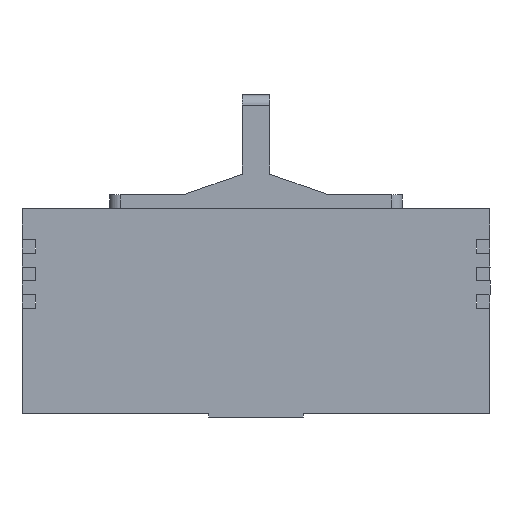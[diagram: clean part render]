
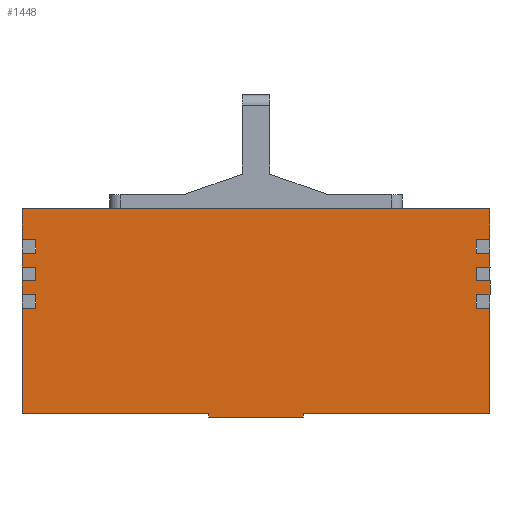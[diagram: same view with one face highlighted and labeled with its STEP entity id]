
A CAD part, front view. The second image highlights one B-rep face of the part: STEP entity #1448.
In plain terms, the highlighted planar face has unit normal (0, -1, 0).
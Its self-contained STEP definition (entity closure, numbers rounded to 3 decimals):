
#841=PLANE('',#13244);
#1448=ADVANCED_FACE('',(#2146),#841,.F.);
#2146=FACE_OUTER_BOUND('',#2817,.T.);
#2817=EDGE_LOOP('',(#8257,#8258,#8259,#8260,#8261,#8262,#8263,#8264,#8265,
#8266,#8267,#8268,#8269,#8270,#8271,#8272,#8273,#8274,#8275,#8276,#8277,
#8278,#8279,#8280,#8281,#8282,#8283,#8284,#8285,#8286,#8287,#8288));
#3797=LINE('',#22797,#5155);
#3805=LINE('',#22812,#5163);
#3845=LINE('',#22888,#5203);
#3849=LINE('',#22896,#5207);
#3853=LINE('',#22904,#5211);
#3857=LINE('',#22912,#5215);
#3890=LINE('',#22977,#5248);
#3895=LINE('',#22987,#5253);
#3898=LINE('',#22992,#5256);
#3907=LINE('',#23009,#5265);
#3912=LINE('',#23018,#5270);
#3914=LINE('',#23021,#5272);
#3915=LINE('',#23023,#5273);
#3917=LINE('',#23026,#5275);
#3929=LINE('',#23044,#5287);
#3933=LINE('',#23057,#5291);
#3940=LINE('',#23071,#5298);
#3942=LINE('',#23075,#5300);
#3946=LINE('',#23083,#5304);
#3948=LINE('',#23087,#5306);
#3953=LINE('',#23097,#5311);
#3954=LINE('',#23099,#5312);
#3959=LINE('',#23109,#5317);
#3969=LINE('',#23129,#5327);
#3994=LINE('',#23179,#5352);
#3995=LINE('',#23180,#5353);
#3996=LINE('',#23182,#5354);
#3997=LINE('',#23183,#5355);
#3998=LINE('',#23185,#5356);
#3999=LINE('',#23187,#5357);
#4000=LINE('',#23188,#5358);
#4001=LINE('',#23189,#5359);
#5155=VECTOR('',#15271,1.);
#5163=VECTOR('',#15281,1.);
#5203=VECTOR('',#15329,1.);
#5207=VECTOR('',#15333,1.);
#5211=VECTOR('',#15337,1.);
#5215=VECTOR('',#15341,1.);
#5248=VECTOR('',#15386,1.);
#5253=VECTOR('',#15395,1.);
#5256=VECTOR('',#15400,1.);
#5265=VECTOR('',#15415,1.);
#5270=VECTOR('',#15424,1.);
#5272=VECTOR('',#15428,1.);
#5273=VECTOR('',#15431,1.);
#5275=VECTOR('',#15435,1.);
#5287=VECTOR('',#15459,1.);
#5291=VECTOR('',#15479,1.);
#5298=VECTOR('',#15490,1.);
#5300=VECTOR('',#15494,1.);
#5304=VECTOR('',#15500,1.);
#5306=VECTOR('',#15504,1.);
#5311=VECTOR('',#15511,1.);
#5312=VECTOR('',#15514,1.);
#5317=VECTOR('',#15521,1.);
#5327=VECTOR('',#15539,1.);
#5352=VECTOR('',#15590,1.);
#5353=VECTOR('',#15591,1.);
#5354=VECTOR('',#15592,1.);
#5355=VECTOR('',#15593,1.);
#5356=VECTOR('',#15594,1.);
#5357=VECTOR('',#15595,1.);
#5358=VECTOR('',#15596,1.);
#5359=VECTOR('',#15597,1.);
#8257=ORIENTED_EDGE('',*,*,#11943,.F.);
#8258=ORIENTED_EDGE('',*,*,#11935,.F.);
#8259=ORIENTED_EDGE('',*,*,#11948,.F.);
#8260=ORIENTED_EDGE('',*,*,#11983,.F.);
#8261=ORIENTED_EDGE('',*,*,#11937,.T.);
#8262=ORIENTED_EDGE('',*,*,#11922,.T.);
#8263=ORIENTED_EDGE('',*,*,#11958,.T.);
#8264=ORIENTED_EDGE('',*,*,#11984,.F.);
#8265=ORIENTED_EDGE('',*,*,#11985,.F.);
#8266=ORIENTED_EDGE('',*,*,#11842,.T.);
#8267=ORIENTED_EDGE('',*,*,#11884,.F.);
#8268=ORIENTED_EDGE('',*,*,#11879,.F.);
#8269=ORIENTED_EDGE('',*,*,#11901,.F.);
#8270=ORIENTED_EDGE('',*,*,#11838,.T.);
#8271=ORIENTED_EDGE('',*,*,#11904,.F.);
#8272=ORIENTED_EDGE('',*,*,#11887,.F.);
#8273=ORIENTED_EDGE('',*,*,#11903,.F.);
#8274=ORIENTED_EDGE('',*,*,#11834,.T.);
#8275=ORIENTED_EDGE('',*,*,#11906,.F.);
#8276=ORIENTED_EDGE('',*,*,#11896,.F.);
#8277=ORIENTED_EDGE('',*,*,#11918,.F.);
#8278=ORIENTED_EDGE('',*,*,#11830,.T.);
#8279=ORIENTED_EDGE('',*,*,#11780,.T.);
#8280=ORIENTED_EDGE('',*,*,#11986,.F.);
#8281=ORIENTED_EDGE('',*,*,#11987,.F.);
#8282=ORIENTED_EDGE('',*,*,#11988,.T.);
#8283=ORIENTED_EDGE('',*,*,#11788,.T.);
#8284=ORIENTED_EDGE('',*,*,#11989,.F.);
#8285=ORIENTED_EDGE('',*,*,#11931,.F.);
#8286=ORIENTED_EDGE('',*,*,#11929,.F.);
#8287=ORIENTED_EDGE('',*,*,#11942,.F.);
#8288=ORIENTED_EDGE('',*,*,#11990,.F.);
#10230=VERTEX_POINT('',#22796);
#10231=VERTEX_POINT('',#22798);
#10236=VERTEX_POINT('',#22811);
#10237=VERTEX_POINT('',#22813);
#10269=VERTEX_POINT('',#22889);
#10272=VERTEX_POINT('',#22895);
#10273=VERTEX_POINT('',#22897);
#10276=VERTEX_POINT('',#22903);
#10277=VERTEX_POINT('',#22905);
#10280=VERTEX_POINT('',#22911);
#10281=VERTEX_POINT('',#22913);
#10306=VERTEX_POINT('',#22976);
#10307=VERTEX_POINT('',#22978);
#10310=VERTEX_POINT('',#22991);
#10311=VERTEX_POINT('',#22993);
#10315=VERTEX_POINT('',#23008);
#10316=VERTEX_POINT('',#23010);
#10318=VERTEX_POINT('',#23056);
#10319=VERTEX_POINT('',#23058);
#10323=VERTEX_POINT('',#23070);
#10324=VERTEX_POINT('',#23072);
#10325=VERTEX_POINT('',#23076);
#10327=VERTEX_POINT('',#23082);
#10328=VERTEX_POINT('',#23084);
#10329=VERTEX_POINT('',#23088);
#10332=VERTEX_POINT('',#23096);
#10333=VERTEX_POINT('',#23100);
#10336=VERTEX_POINT('',#23108);
#10342=VERTEX_POINT('',#23128);
#10355=VERTEX_POINT('',#23181);
#10356=VERTEX_POINT('',#23184);
#10357=VERTEX_POINT('',#23186);
#11780=EDGE_CURVE('',#10231,#10230,#3797,.T.);
#11788=EDGE_CURVE('',#10237,#10236,#3805,.T.);
#11830=EDGE_CURVE('',#10269,#10231,#3845,.T.);
#11834=EDGE_CURVE('',#10273,#10272,#3849,.T.);
#11838=EDGE_CURVE('',#10277,#10276,#3853,.T.);
#11842=EDGE_CURVE('',#10281,#10280,#3857,.T.);
#11879=EDGE_CURVE('',#10306,#10307,#3890,.T.);
#11884=EDGE_CURVE('',#10307,#10280,#3895,.T.);
#11887=EDGE_CURVE('',#10310,#10311,#3898,.T.);
#11896=EDGE_CURVE('',#10315,#10316,#3907,.T.);
#11901=EDGE_CURVE('',#10277,#10306,#3912,.T.);
#11903=EDGE_CURVE('',#10273,#10310,#3914,.T.);
#11904=EDGE_CURVE('',#10311,#10276,#3915,.T.);
#11906=EDGE_CURVE('',#10316,#10272,#3917,.T.);
#11918=EDGE_CURVE('',#10269,#10315,#3929,.T.);
#11922=EDGE_CURVE('',#10319,#10318,#3933,.T.);
#11929=EDGE_CURVE('',#10323,#10324,#3940,.T.);
#11931=EDGE_CURVE('',#10324,#10325,#3942,.T.);
#11935=EDGE_CURVE('',#10327,#10328,#3946,.T.);
#11937=EDGE_CURVE('',#10329,#10319,#3948,.T.);
#11942=EDGE_CURVE('',#10332,#10323,#3953,.T.);
#11943=EDGE_CURVE('',#10328,#10333,#3954,.T.);
#11948=EDGE_CURVE('',#10336,#10327,#3959,.T.);
#11958=EDGE_CURVE('',#10318,#10342,#3969,.T.);
#11983=EDGE_CURVE('',#10329,#10336,#3994,.T.);
#11984=EDGE_CURVE('',#10355,#10342,#3995,.T.);
#11985=EDGE_CURVE('',#10281,#10355,#3996,.T.);
#11986=EDGE_CURVE('',#10356,#10230,#3997,.T.);
#11987=EDGE_CURVE('',#10357,#10356,#3998,.T.);
#11988=EDGE_CURVE('',#10357,#10237,#3999,.T.);
#11989=EDGE_CURVE('',#10325,#10236,#4000,.T.);
#11990=EDGE_CURVE('',#10333,#10332,#4001,.T.);
#13244=AXIS2_PLACEMENT_3D('',#23190,#15598,#15599);
#15271=DIRECTION('',(1.,0.,0.));
#15281=DIRECTION('',(1.,0.,0.));
#15329=DIRECTION('',(0.,0.,-1.));
#15333=DIRECTION('',(0.,0.,-1.));
#15337=DIRECTION('',(0.,0.,-1.));
#15341=DIRECTION('',(0.,0.,-1.));
#15386=DIRECTION('',(0.,0.,1.));
#15395=DIRECTION('',(-1.,0.,0.));
#15400=DIRECTION('',(0.,0.,1.));
#15415=DIRECTION('',(0.,0.,1.));
#15424=DIRECTION('',(1.,0.,0.));
#15428=DIRECTION('',(1.,0.,0.));
#15431=DIRECTION('',(-1.,0.,0.));
#15435=DIRECTION('',(-1.,0.,0.));
#15459=DIRECTION('',(1.,0.,0.));
#15479=DIRECTION('',(0.,0.,1.));
#15490=DIRECTION('',(0.,0.,-1.));
#15494=DIRECTION('',(1.,0.,0.));
#15500=DIRECTION('',(0.,0.,-1.));
#15504=DIRECTION('',(-1.,0.,0.));
#15511=DIRECTION('',(-1.,0.,0.));
#15514=DIRECTION('',(1.,0.,0.));
#15521=DIRECTION('',(-1.,0.,0.));
#15539=DIRECTION('',(1.,0.,0.));
#15590=DIRECTION('',(0.,0.,-1.));
#15591=DIRECTION('',(0.,0.,-1.));
#15592=DIRECTION('',(1.,0.,0.));
#15593=DIRECTION('',(0.,0.,1.));
#15594=DIRECTION('',(-1.,0.,0.));
#15595=DIRECTION('',(0.,0.,1.));
#15596=DIRECTION('',(0.,0.,-1.));
#15597=DIRECTION('',(0.,0.,-1.));
#15598=DIRECTION('',(0.,1.,0.));
#15599=DIRECTION('',(0.,0.,1.));
#22796=CARTESIAN_POINT('',(-6.9,-9.9,0.));
#22797=CARTESIAN_POINT('',(-34.,-9.9,0.));
#22798=CARTESIAN_POINT('',(-34.,-9.9,0.));
#22811=CARTESIAN_POINT('',(34.,-9.9,0.));
#22812=CARTESIAN_POINT('',(-34.,-9.9,0.));
#22813=CARTESIAN_POINT('',(6.9,-9.9,0.));
#22888=CARTESIAN_POINT('',(-34.,-9.9,29.8));
#22889=CARTESIAN_POINT('',(-34.,-9.9,15.3));
#22895=CARTESIAN_POINT('',(-34.,-9.9,17.3));
#22896=CARTESIAN_POINT('',(-34.,-9.9,29.8));
#22897=CARTESIAN_POINT('',(-34.,-9.9,19.3));
#22903=CARTESIAN_POINT('',(-34.,-9.9,21.3));
#22904=CARTESIAN_POINT('',(-34.,-9.9,29.8));
#22905=CARTESIAN_POINT('',(-34.,-9.9,23.3));
#22911=CARTESIAN_POINT('',(-34.,-9.9,25.3));
#22912=CARTESIAN_POINT('',(-34.,-9.9,29.8));
#22913=CARTESIAN_POINT('',(-34.,-9.9,29.8));
#22976=CARTESIAN_POINT('',(-32.,-9.9,23.3));
#22977=CARTESIAN_POINT('',(-32.,-9.9,23.3));
#22978=CARTESIAN_POINT('',(-32.,-9.9,25.3));
#22987=CARTESIAN_POINT('',(-32.,-9.9,25.3));
#22991=CARTESIAN_POINT('',(-32.,-9.9,19.3));
#22992=CARTESIAN_POINT('',(-32.,-9.9,19.3));
#22993=CARTESIAN_POINT('',(-32.,-9.9,21.3));
#23008=CARTESIAN_POINT('',(-32.,-9.9,15.3));
#23009=CARTESIAN_POINT('',(-32.,-9.9,15.3));
#23010=CARTESIAN_POINT('',(-32.,-9.9,17.3));
#23018=CARTESIAN_POINT('',(-34.,-9.9,23.3));
#23021=CARTESIAN_POINT('',(-34.,-9.9,19.3));
#23023=CARTESIAN_POINT('',(-32.,-9.9,21.3));
#23026=CARTESIAN_POINT('',(-32.,-9.9,17.3));
#23044=CARTESIAN_POINT('',(-34.,-9.9,15.3));
#23056=CARTESIAN_POINT('',(32.,-9.9,25.3));
#23057=CARTESIAN_POINT('',(32.,-9.9,23.3));
#23058=CARTESIAN_POINT('',(32.,-9.9,23.3));
#23070=CARTESIAN_POINT('',(32.,-9.9,17.3));
#23071=CARTESIAN_POINT('',(32.,-9.9,17.3));
#23072=CARTESIAN_POINT('',(32.,-9.9,15.3));
#23075=CARTESIAN_POINT('',(32.,-9.9,15.3));
#23076=CARTESIAN_POINT('',(34.,-9.9,15.3));
#23082=CARTESIAN_POINT('',(32.,-9.9,21.3));
#23083=CARTESIAN_POINT('',(32.,-9.9,21.3));
#23084=CARTESIAN_POINT('',(32.,-9.9,19.3));
#23087=CARTESIAN_POINT('',(34.,-9.9,23.3));
#23088=CARTESIAN_POINT('',(34.,-9.9,23.3));
#23096=CARTESIAN_POINT('',(34.,-9.9,17.3));
#23097=CARTESIAN_POINT('',(34.,-9.9,17.3));
#23099=CARTESIAN_POINT('',(32.,-9.9,19.3));
#23100=CARTESIAN_POINT('',(34.,-9.9,19.3));
#23108=CARTESIAN_POINT('',(34.,-9.9,21.3));
#23109=CARTESIAN_POINT('',(34.,-9.9,21.3));
#23128=CARTESIAN_POINT('',(34.,-9.9,25.3));
#23129=CARTESIAN_POINT('',(32.,-9.9,25.3));
#23179=CARTESIAN_POINT('',(34.,-9.9,29.8));
#23180=CARTESIAN_POINT('',(34.,-9.9,29.8));
#23181=CARTESIAN_POINT('',(34.,-9.9,29.8));
#23182=CARTESIAN_POINT('',(-34.,-9.9,29.8));
#23183=CARTESIAN_POINT('',(-6.9,-9.9,-0.5));
#23184=CARTESIAN_POINT('',(-6.9,-9.9,-0.5));
#23185=CARTESIAN_POINT('',(6.9,-9.9,-0.5));
#23186=CARTESIAN_POINT('',(6.9,-9.9,-0.5));
#23187=CARTESIAN_POINT('',(6.9,-9.9,-0.5));
#23188=CARTESIAN_POINT('',(34.,-9.9,29.8));
#23189=CARTESIAN_POINT('',(34.,-9.9,29.8));
#23190=CARTESIAN_POINT('',(-34.,-9.9,29.8));
